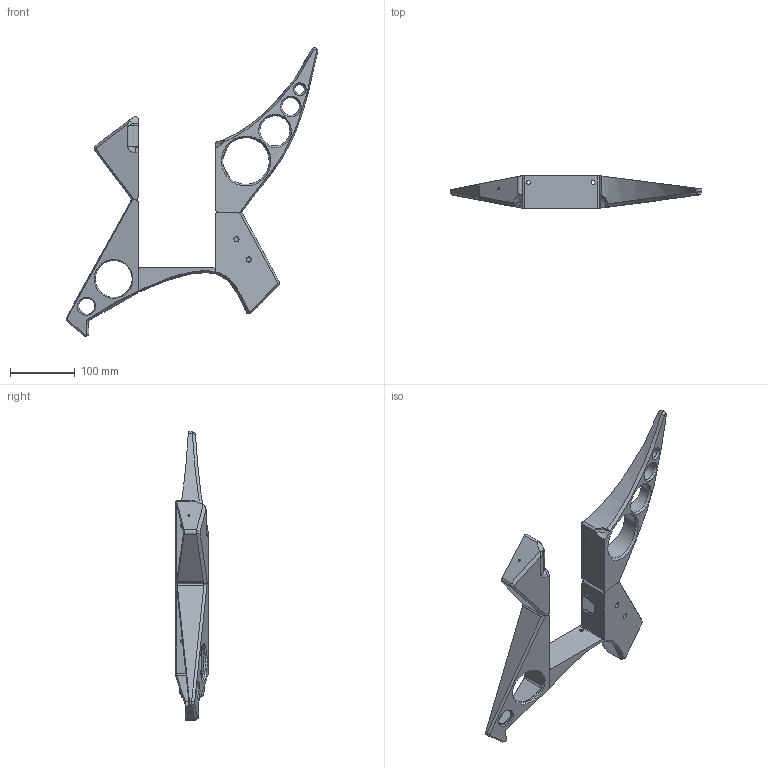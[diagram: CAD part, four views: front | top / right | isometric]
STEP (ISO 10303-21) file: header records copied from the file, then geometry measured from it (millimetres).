
FILE_DESCRIPTION(/* description */ ('STEP AP242','CAx-IF Rec.Pracs.---Representation and Presentation of Product Manufacturing Information (PMI)---4.0---2014-10-13','CAx-IF Rec.Pracs.---3D Tessellated Geometry---0.4---2014-09-14','2;1'),/* implementation_level */ '2;1');
FILE_NAME(/* name */ '686ae500e28b1a73d567ad69',/* time_stamp */ '2025-07-06T21:05:05Z',/* author */ (''),/* organization */ (''),/* preprocessor_version */ 'ST-DEVELOPER v20',/* originating_system */ 'ONSHAPE BY PTC INC, 1.200',/* authorisation */ ' ');
FILE_SCHEMA (('AP242_MANAGED_MODEL_BASED_3D_ENGINEERING_MIM_LF { 1 0 10303 442 1 1 4 }'));
Length unit declared in the file: millimetre
Products named in the file (6): Top Right; Top Left; Bottom Left; Bottom Right - Front; Bottom Middle; Bottom Right - Back
Bounding box: 389.42 x 50 x 446.46 mm (x, y, z)
Volume: 705171.9 mm3; surface area: 212329.7 mm2
Topology: 6 solids, 7 shells, 363 faces, 968 edges, 616 vertices
Faces by surface type: cylinder 188, plane 84, bspline 69, torus 10, sphere 9, cone 3
Entity records: 15151 total; most frequent: CARTESIAN_POINT 6222, ORIENTED_EDGE 1914, DIRECTION 1739, EDGE_CURVE 957, AXIS2_PLACEMENT_3D 698, VERTEX_POINT 616, EDGE_LOOP 423, FACE_BOUND 423
